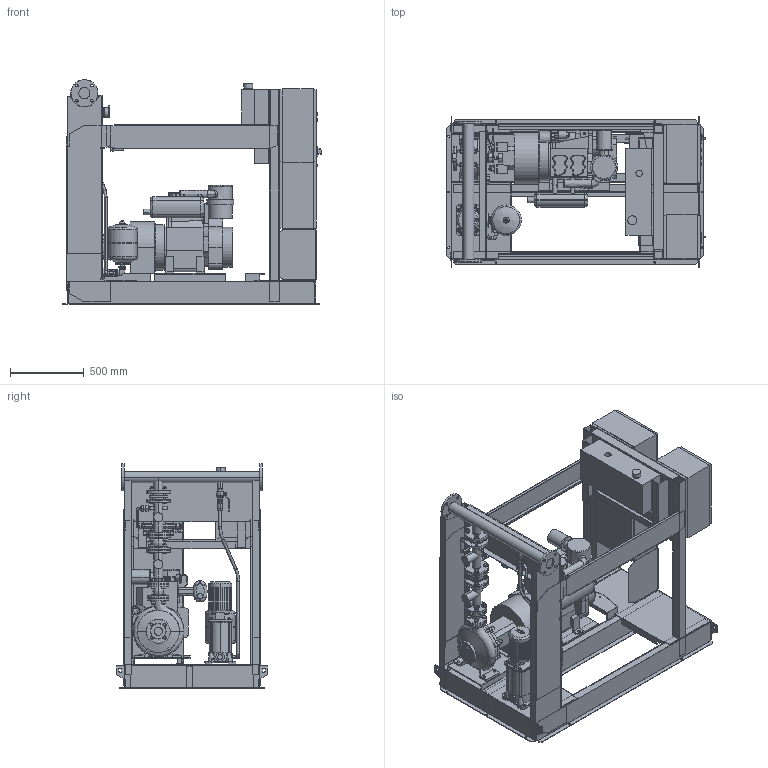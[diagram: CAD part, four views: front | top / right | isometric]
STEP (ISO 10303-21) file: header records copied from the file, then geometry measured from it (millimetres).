
FILE_DESCRIPTION((''),'2;1');
FILE_NAME('3d_Sifire-EN-32_250-210-17.7_1.1DJ-4183861.stp','2015-05-26T10:12:29',(''),(''),'Mechanical Desktop 2009','Mechanical Desktop 2009',', , ');
FILE_SCHEMA(('CONFIG_CONTROL_DESIGN'));
Length unit declared in the file: millimetre
Products named in the file (1): Product
Bounding box: 1754.5 x 1026 x 1527.5 mm (x, y, z)
Volume: 309807626.2 mm3; surface area: 24770888.5 mm2
Topology: 160 solids, 160 shells, 4041 faces, 9852 edges, 6272 vertices
Faces by surface type: bspline 1544, plane 1401, cylinder 664, cone 316, torus 92, sphere 24
Entity records: 133397 total; most frequent: CARTESIAN_POINT 43991, ORIENTED_EDGE 19648, DIRECTION 16635, EDGE_CURVE 9824, VERTEX_POINT 6269, VECTOR 5775, LINE 5775, AXIS2_PLACEMENT_3D 5430
